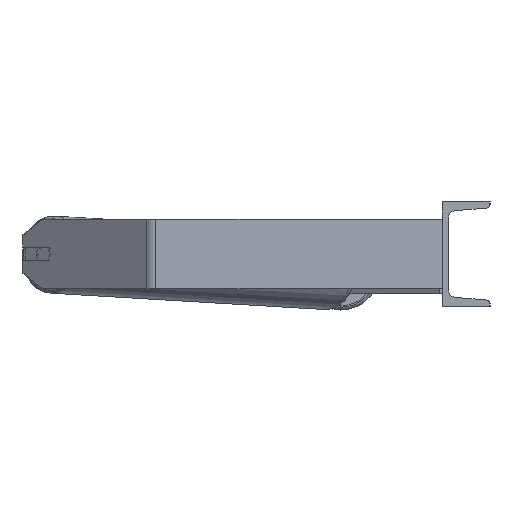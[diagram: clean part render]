
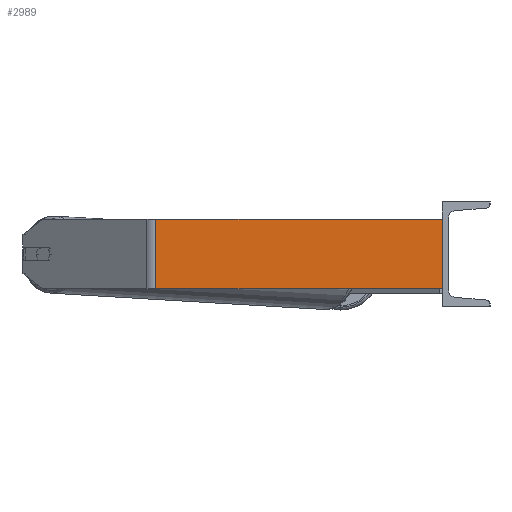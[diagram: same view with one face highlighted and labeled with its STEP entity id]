
A CAD part, left-side view. The second image highlights one B-rep face of the part: STEP entity #2989.
In plain terms, the highlighted planar face has unit normal (-1, 0, 0).
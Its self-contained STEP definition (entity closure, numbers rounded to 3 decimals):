
#219 = EDGE_CURVE ( 'NONE', #2642, #4791, #3619, .T. ) ;
#421 = PLANE ( 'NONE',  #5656 ) ;
#561 = DIRECTION ( 'NONE',  ( 0., 1., 0. ) ) ;
#1222 = VERTEX_POINT ( 'NONE', #7628 ) ;
#1361 = ORIENTED_EDGE ( 'NONE', *, *, #5364, .F. ) ;
#1509 = DIRECTION ( 'NONE',  ( 0., 0., -1. ) ) ;
#1879 = VECTOR ( 'NONE', #3051, 1000. ) ;
#2032 = LINE ( 'NONE', #4048, #4891 ) ;
#2496 = VECTOR ( 'NONE', #3573, 1000. ) ;
#2642 = VERTEX_POINT ( 'NONE', #4188 ) ;
#2989 = ADVANCED_FACE ( 'NONE', ( #6687 ), #421, .F. ) ;
#3051 = DIRECTION ( 'NONE',  ( 0., -1., 0. ) ) ;
#3204 = EDGE_CURVE ( 'NONE', #2642, #1222, #5803, .T. ) ;
#3467 = CARTESIAN_POINT ( 'NONE',  ( -785., 0., -40. ) ) ;
#3573 = DIRECTION ( 'NONE',  ( 0., -1., 0. ) ) ;
#3603 = LINE ( 'NONE', #6459, #1879 ) ;
#3619 = LINE ( 'NONE', #5657, #2496 ) ;
#3919 = VECTOR ( 'NONE', #1509, 1000. ) ;
#4048 = CARTESIAN_POINT ( 'NONE',  ( -785., 0., 40. ) ) ;
#4131 = CARTESIAN_POINT ( 'NONE',  ( -785., 335.902, 40. ) ) ;
#4136 = DIRECTION ( 'NONE',  ( 0., 0., -1. ) ) ;
#4175 = DIRECTION ( 'NONE',  ( 1., 0., 0. ) ) ;
#4188 = CARTESIAN_POINT ( 'NONE',  ( -785., 330.079, 40. ) ) ;
#4791 = VERTEX_POINT ( 'NONE', #5189 ) ;
#4891 = VECTOR ( 'NONE', #4136, 1000. ) ;
#5189 = CARTESIAN_POINT ( 'NONE',  ( -785., 0., 40. ) ) ;
#5364 = EDGE_CURVE ( 'NONE', #4791, #7570, #2032, .T. ) ;
#5656 = AXIS2_PLACEMENT_3D ( 'NONE', #4131, #4175, #561 ) ;
#5657 = CARTESIAN_POINT ( 'NONE',  ( -785., 335.902, 40. ) ) ;
#5803 = LINE ( 'NONE', #7217, #3919 ) ;
#6459 = CARTESIAN_POINT ( 'NONE',  ( -785., 335.902, -40. ) ) ;
#6646 = ORIENTED_EDGE ( 'NONE', *, *, #3204, .T. ) ;
#6687 = FACE_OUTER_BOUND ( 'NONE', #8786, .T. ) ;
#6962 = ORIENTED_EDGE ( 'NONE', *, *, #219, .F. ) ;
#7217 = CARTESIAN_POINT ( 'NONE',  ( -785., 330.079, 40. ) ) ;
#7570 = VERTEX_POINT ( 'NONE', #3467 ) ;
#7628 = CARTESIAN_POINT ( 'NONE',  ( -785., 330.079, -40. ) ) ;
#7684 = EDGE_CURVE ( 'NONE', #1222, #7570, #3603, .T. ) ;
#8426 = ORIENTED_EDGE ( 'NONE', *, *, #7684, .T. ) ;
#8786 = EDGE_LOOP ( 'NONE', ( #8426, #1361, #6962, #6646 ) ) ;
